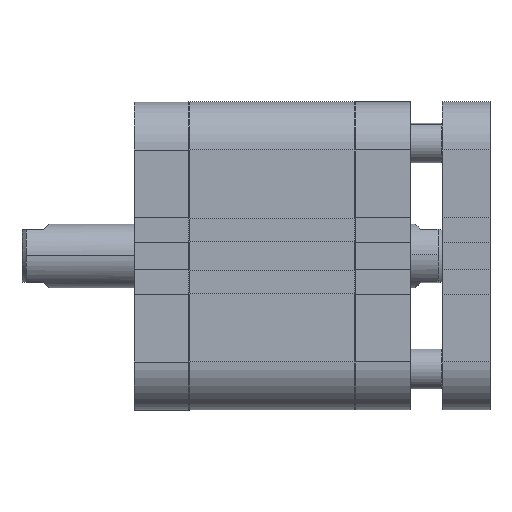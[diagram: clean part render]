
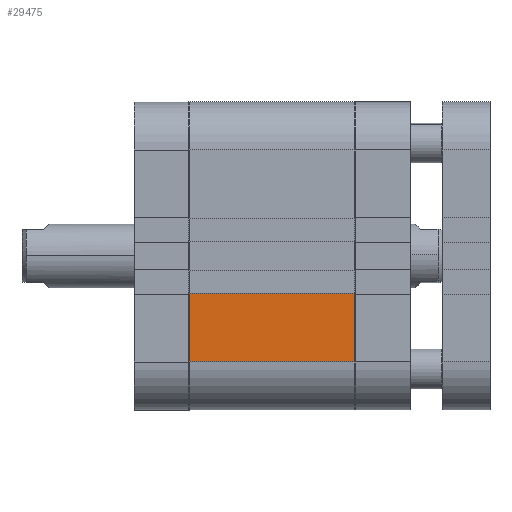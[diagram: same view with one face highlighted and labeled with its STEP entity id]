
A CAD part, front view. The second image highlights one B-rep face of the part: STEP entity #29475.
In plain terms, the highlighted planar face has unit normal (0, -1, 0).
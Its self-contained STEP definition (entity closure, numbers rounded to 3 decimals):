
#272 = LINE ( 'NONE', #19279, #35551 ) ;
#2303 = VECTOR ( 'NONE', #16068, 1000. ) ;
#3352 = LINE ( 'NONE', #16073, #23546 ) ;
#4374 = EDGE_CURVE ( 'NONE', #12392, #34467, #272, .T. ) ;
#5616 = AXIS2_PLACEMENT_3D ( 'NONE', #40005, #10801, #7465 ) ;
#7247 = LINE ( 'NONE', #32717, #23091 ) ;
#7465 = DIRECTION ( 'NONE',  ( 0., 0., 1. ) ) ;
#9277 = DIRECTION ( 'NONE',  ( -1., 0., 0. ) ) ;
#9535 = VERTEX_POINT ( 'NONE', #35670 ) ;
#10801 = DIRECTION ( 'NONE',  ( 0., 1., 0. ) ) ;
#11134 = CARTESIAN_POINT ( 'NONE',  ( 41.5, -38.5, -9.3 ) ) ;
#12392 = VERTEX_POINT ( 'NONE', #11134 ) ;
#14130 = DIRECTION ( 'NONE',  ( 0., 0., -1. ) ) ;
#14559 = PLANE ( 'NONE',  #5616 ) ;
#15673 = ORIENTED_EDGE ( 'NONE', *, *, #20474, .F. ) ;
#16068 = DIRECTION ( 'NONE',  ( 0., 0., -1. ) ) ;
#16073 = CARTESIAN_POINT ( 'NONE',  ( 41.5, -38.5, -26.5 ) ) ;
#16358 = ORIENTED_EDGE ( 'NONE', *, *, #35634, .T. ) ;
#16710 = EDGE_LOOP ( 'NONE', ( #19160, #16358, #26486, #15673 ) ) ;
#18152 = EDGE_CURVE ( 'NONE', #9535, #18697, #3352, .T. ) ;
#18697 = VERTEX_POINT ( 'NONE', #36047 ) ;
#19160 = ORIENTED_EDGE ( 'NONE', *, *, #4374, .T. ) ;
#19279 = CARTESIAN_POINT ( 'NONE',  ( 41.501, -38.5, -9.3 ) ) ;
#19630 = LINE ( 'NONE', #23188, #2303 ) ;
#20474 = EDGE_CURVE ( 'NONE', #12392, #18697, #19630, .T. ) ;
#23091 = VECTOR ( 'NONE', #14130, 1000. ) ;
#23188 = CARTESIAN_POINT ( 'NONE',  ( 41.5, -38.5, -38.5 ) ) ;
#23546 = VECTOR ( 'NONE', #29646, 1000. ) ;
#23761 = FACE_OUTER_BOUND ( 'NONE', #16710, .T. ) ;
#26486 = ORIENTED_EDGE ( 'NONE', *, *, #18152, .T. ) ;
#29475 = ADVANCED_FACE ( 'NONE', ( #23761 ), #14559, .F. ) ;
#29646 = DIRECTION ( 'NONE',  ( 1., 0., 0. ) ) ;
#32717 = CARTESIAN_POINT ( 'NONE',  ( 0., -38.5, -38.5 ) ) ;
#34467 = VERTEX_POINT ( 'NONE', #36030 ) ;
#35551 = VECTOR ( 'NONE', #9277, 1000. ) ;
#35634 = EDGE_CURVE ( 'NONE', #34467, #9535, #7247, .T. ) ;
#35670 = CARTESIAN_POINT ( 'NONE',  ( 0., -38.5, -26.5 ) ) ;
#36030 = CARTESIAN_POINT ( 'NONE',  ( 0., -38.5, -9.3 ) ) ;
#36047 = CARTESIAN_POINT ( 'NONE',  ( 41.5, -38.5, -26.5 ) ) ;
#40005 = CARTESIAN_POINT ( 'NONE',  ( 41.5, -38.5, -38.5 ) ) ;
